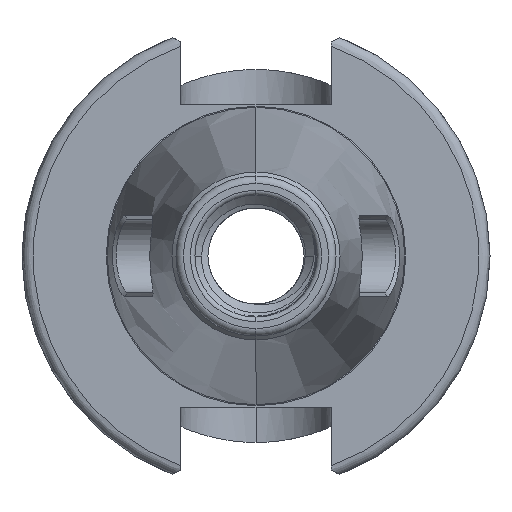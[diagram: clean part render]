
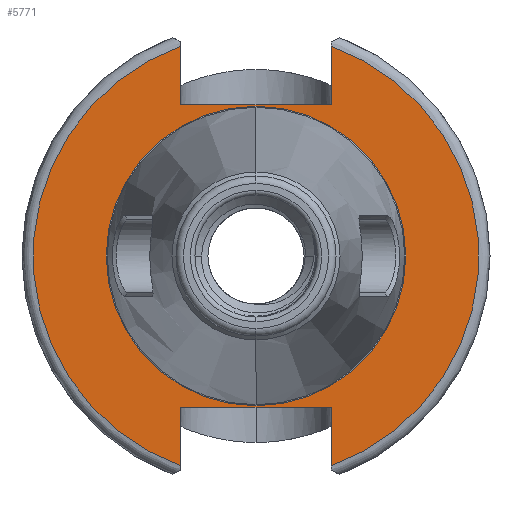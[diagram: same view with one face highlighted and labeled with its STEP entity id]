
A CAD part, left-side view. The second image highlights one B-rep face of the part: STEP entity #5771.
In plain terms, the highlighted planar face has unit normal (-1, 0, 0).
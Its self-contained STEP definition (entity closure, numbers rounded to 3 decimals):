
#644 = VERTEX_POINT ( 'NONE', #4003 ) ;
#645 = VERTEX_POINT ( 'NONE', #4002 ) ;
#1292 = FACE_OUTER_BOUND ( 'NONE', #5558, .T. ) ;
#1298 = FACE_BOUND ( 'NONE', #5554, .T. ) ;
#1300 = AXIS2_PLACEMENT_3D ( 'NONE', #2306, #2307, #2308 ) ;
#1460 = AXIS2_PLACEMENT_3D ( 'NONE', #2907, #2908, #2909 ) ;
#1564 = CARTESIAN_POINT ( 'NONE',  ( -4., 8.075, -22.495 ) ) ;
#1565 = CARTESIAN_POINT ( 'NONE',  ( -4., 8.075, 22.495 ) ) ;
#1586 = CARTESIAN_POINT ( 'NONE',  ( -4., 8.075, -16.2 ) ) ;
#1587 = CARTESIAN_POINT ( 'NONE',  ( -4., -8.075, -16.2 ) ) ;
#1588 = CARTESIAN_POINT ( 'NONE',  ( -4., -8.075, -22.495 ) ) ;
#1589 = CARTESIAN_POINT ( 'NONE',  ( -4., -8.075, 22.495 ) ) ;
#1590 = CARTESIAN_POINT ( 'NONE',  ( -4., -8.075, 16.2 ) ) ;
#1591 = CARTESIAN_POINT ( 'NONE',  ( -4., 8.075, 16.2 ) ) ;
#2305 = PLANE ( 'NONE',  #1300 ) ;
#2306 = CARTESIAN_POINT ( 'NONE',  ( -4., 16.062, 0. ) ) ;
#2307 = DIRECTION ( 'NONE',  ( 1., 0., 0. ) ) ;
#2308 = DIRECTION ( 'NONE',  ( 0., 0., -1. ) ) ;
#2907 = CARTESIAN_POINT ( 'NONE',  ( -4., 0., 0. ) ) ;
#2908 = DIRECTION ( 'NONE',  ( -1., 0., 0. ) ) ;
#2909 = DIRECTION ( 'NONE',  ( 0., 0., 1. ) ) ;
#3373 = CARTESIAN_POINT ( 'NONE',  ( -4., 0., 0. ) ) ;
#3374 = DIRECTION ( 'NONE',  ( -1., 0., 0. ) ) ;
#3375 = DIRECTION ( 'NONE',  ( 0., 0., 1. ) ) ;
#4002 = CARTESIAN_POINT ( 'NONE',  ( -4., 0., -16.062 ) ) ;
#4003 = CARTESIAN_POINT ( 'NONE',  ( -4., 0., 16.062 ) ) ;
#5211 = EDGE_CURVE ( 'NONE', #645, #644, #5300, .T. ) ;
#5300 = CIRCLE ( 'NONE', #1460, 16.062 ) ;
#5382 = ORIENTED_EDGE ( 'NONE', *, *, #5690, .T. ) ;
#5383 = ORIENTED_EDGE ( 'NONE', *, *, #5495, .T. ) ;
#5385 = ORIENTED_EDGE ( 'NONE', *, *, #5493, .T. ) ;
#5387 = ORIENTED_EDGE ( 'NONE', *, *, #5498, .F. ) ;
#5388 = ORIENTED_EDGE ( 'NONE', *, *, #5500, .T. ) ;
#5390 = ORIENTED_EDGE ( 'NONE', *, *, #5502, .T. ) ;
#5392 = ORIENTED_EDGE ( 'NONE', *, *, #5503, .F. ) ;
#5394 = ORIENTED_EDGE ( 'NONE', *, *, #5504, .F. ) ;
#5396 = ORIENTED_EDGE ( 'NONE', *, *, #5506, .F. ) ;
#5397 = ORIENTED_EDGE ( 'NONE', *, *, #5211, .F. ) ;
#5437 = CIRCLE ( 'NONE', #6766, 23.9 ) ;
#5440 = CIRCLE ( 'NONE', #6763, 16.062 ) ;
#5493 = EDGE_CURVE ( 'NONE', #7405, #7422, #7021, .T. ) ;
#5495 = EDGE_CURVE ( 'NONE', #7422, #7423, #7024, .T. ) ;
#5498 = EDGE_CURVE ( 'NONE', #7424, #7423, #7027, .T. ) ;
#5500 = EDGE_CURVE ( 'NONE', #7424, #7425, #5437, .T. ) ;
#5502 = EDGE_CURVE ( 'NONE', #7425, #7426, #7033, .T. ) ;
#5503 = EDGE_CURVE ( 'NONE', #7427, #7426, #7036, .T. ) ;
#5504 = EDGE_CURVE ( 'NONE', #7406, #7427, #7039, .T. ) ;
#5505 = CIRCLE ( 'NONE', #7708, 23.9 ) ;
#5506 = EDGE_CURVE ( 'NONE', #644, #645, #5440, .T. ) ;
#5554 = EDGE_LOOP ( 'NONE', ( #5396, #5397 ) ) ;
#5558 = EDGE_LOOP ( 'NONE', ( #5382, #5385, #5383, #5387, #5388, #5390, #5392, #5394 ) ) ;
#5690 = EDGE_CURVE ( 'NONE', #7406, #7405, #5505, .T. ) ;
#5771 = ADVANCED_FACE ( 'NONE', ( #1292, #1298 ), #2305, .F. ) ;
#6760 = VECTOR ( 'NONE', #7041, 1000. ) ;
#6762 = VECTOR ( 'NONE', #7038, 1000. ) ;
#6763 = AXIS2_PLACEMENT_3D ( 'NONE', #7032, #7042, #7043 ) ;
#6764 = VECTOR ( 'NONE', #7035, 1000. ) ;
#6765 = VECTOR ( 'NONE', #7029, 1000. ) ;
#6766 = AXIS2_PLACEMENT_3D ( 'NONE', #7020, #7030, #7031 ) ;
#6767 = VECTOR ( 'NONE', #7026, 1000. ) ;
#6768 = VECTOR ( 'NONE', #7023, 1000. ) ;
#7020 = CARTESIAN_POINT ( 'NONE',  ( -4., 0., 0. ) ) ;
#7021 = LINE ( 'NONE', #7022, #6768 ) ;
#7022 = CARTESIAN_POINT ( 'NONE',  ( -4., 8.075, -25.1 ) ) ;
#7023 = DIRECTION ( 'NONE',  ( 0., 0., 1. ) ) ;
#7024 = LINE ( 'NONE', #7025, #6767 ) ;
#7025 = CARTESIAN_POINT ( 'NONE',  ( -4., -8.075, -16.2 ) ) ;
#7026 = DIRECTION ( 'NONE',  ( 0., -1., 0. ) ) ;
#7027 = LINE ( 'NONE', #7028, #6765 ) ;
#7028 = CARTESIAN_POINT ( 'NONE',  ( -4., -8.075, -25.1 ) ) ;
#7029 = DIRECTION ( 'NONE',  ( 0., 0., 1. ) ) ;
#7030 = DIRECTION ( 'NONE',  ( -1., 0., 0. ) ) ;
#7031 = DIRECTION ( 'NONE',  ( 0., 0., 1. ) ) ;
#7032 = CARTESIAN_POINT ( 'NONE',  ( -4., 0., 0. ) ) ;
#7033 = LINE ( 'NONE', #7034, #6764 ) ;
#7034 = CARTESIAN_POINT ( 'NONE',  ( -4., -8.075, 25.1 ) ) ;
#7035 = DIRECTION ( 'NONE',  ( 0., 0., -1. ) ) ;
#7036 = LINE ( 'NONE', #7037, #6762 ) ;
#7037 = CARTESIAN_POINT ( 'NONE',  ( -4., -8.075, 16.2 ) ) ;
#7038 = DIRECTION ( 'NONE',  ( 0., -1., 0. ) ) ;
#7039 = LINE ( 'NONE', #7040, #6760 ) ;
#7040 = CARTESIAN_POINT ( 'NONE',  ( -4., 8.075, 25.1 ) ) ;
#7041 = DIRECTION ( 'NONE',  ( 0., 0., -1. ) ) ;
#7042 = DIRECTION ( 'NONE',  ( -1., 0., 0. ) ) ;
#7043 = DIRECTION ( 'NONE',  ( 0., 0., 1. ) ) ;
#7405 = VERTEX_POINT ( 'NONE', #1564 ) ;
#7406 = VERTEX_POINT ( 'NONE', #1565 ) ;
#7422 = VERTEX_POINT ( 'NONE', #1586 ) ;
#7423 = VERTEX_POINT ( 'NONE', #1587 ) ;
#7424 = VERTEX_POINT ( 'NONE', #1588 ) ;
#7425 = VERTEX_POINT ( 'NONE', #1589 ) ;
#7426 = VERTEX_POINT ( 'NONE', #1590 ) ;
#7427 = VERTEX_POINT ( 'NONE', #1591 ) ;
#7708 = AXIS2_PLACEMENT_3D ( 'NONE', #3373, #3374, #3375 ) ;
